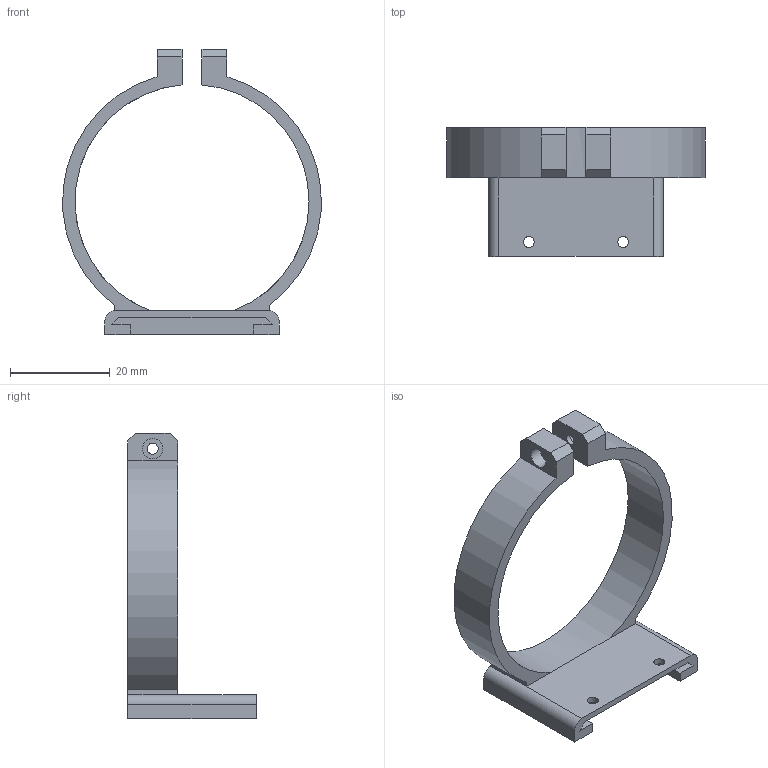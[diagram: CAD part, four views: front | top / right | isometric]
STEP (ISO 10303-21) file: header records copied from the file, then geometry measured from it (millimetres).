
FILE_DESCRIPTION(('FreeCAD Model'),'2;1');
FILE_NAME('Open CASCADE Shape Model','2025-08-07T04:04:47',(''),(''), 'Open CASCADE STEP processor 7.8','FreeCAD','Unknown');
FILE_SCHEMA(('AUTOMOTIVE_DESIGN { 1 0 10303 214 1 1 1 1 }'));
Length unit declared in the file: millimetre
Products named in the file (1): MountingClip
Bounding box: 51.75 x 25.75 x 57.11 mm (x, y, z)
Volume: 6207.9 mm3; surface area: 6079.9 mm2
Topology: 1 solids, 1 shells, 57 faces, 154 edges, 102 vertices
Faces by surface type: plane 43, cylinder 13, extrusion 1
Full cylindrical faces by diameter (mm): 2.2 x4, 3.2 x1, 4.1 x1
Entity records: 1822 total; most frequent: CARTESIAN_POINT 320, ORIENTED_EDGE 308, DIRECTION 297, EDGE_CURVE 154, VECTOR 123, LINE 122, VERTEX_POINT 102, AXIS2_PLACEMENT_3D 87
